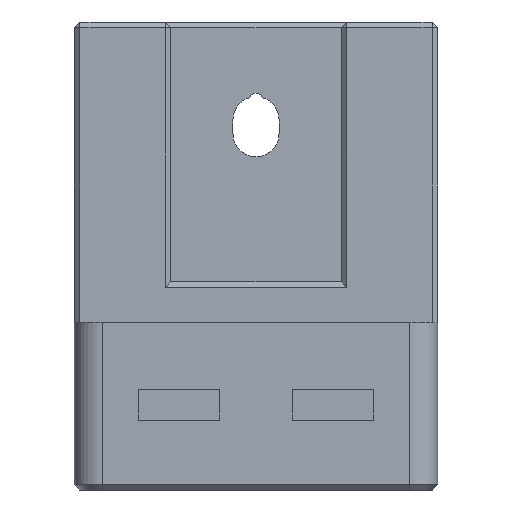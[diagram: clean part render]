
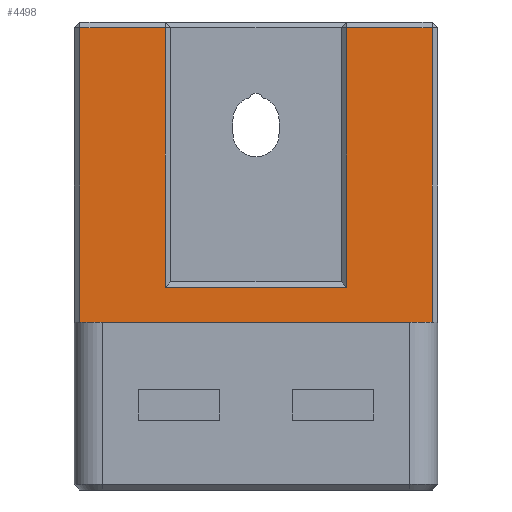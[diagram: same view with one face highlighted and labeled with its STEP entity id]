
A CAD part, front view. The second image highlights one B-rep face of the part: STEP entity #4498.
In plain terms, the highlighted planar face has unit normal (0, -1, 0).
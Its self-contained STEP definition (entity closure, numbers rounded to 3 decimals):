
#1908 = PLANE('',#1909);
#1909 = AXIS2_PLACEMENT_3D('',#1910,#1911,#1912);
#1910 = CARTESIAN_POINT('',(12.8,-4.8,12.));
#1911 = DIRECTION('',(0.707,-0.707,0.));
#1912 = DIRECTION('',(0.,0.,1.));
#1936 = PLANE('',#1937);
#1937 = AXIS2_PLACEMENT_3D('',#1938,#1939,#1940);
#1938 = CARTESIAN_POINT('',(-13.,0.,12.));
#1939 = DIRECTION('',(0.,0.,1.));
#1940 = DIRECTION('',(0.,-1.,0.));
#2836 = PLANE('',#2837);
#2837 = AXIS2_PLACEMENT_3D('',#2838,#2839,#2840);
#2838 = CARTESIAN_POINT('',(-12.8,-4.8,12.));
#2839 = DIRECTION('',(-0.707,-0.707,0.));
#2840 = DIRECTION('',(-0.,0.,-1.));
#3134 = EDGE_CURVE('',#3135,#3137,#3139,.T.);
#3135 = VERTEX_POINT('',#3136);
#3136 = CARTESIAN_POINT('',(12.6,-5.,12.));
#3137 = VERTEX_POINT('',#3138);
#3138 = CARTESIAN_POINT('',(-12.6,-5.,12.));
#3139 = SURFACE_CURVE('',#3140,(#3144,#3151),.PCURVE_S1.);
#3140 = LINE('',#3141,#3142);
#3141 = CARTESIAN_POINT('',(-13.,-5.,12.));
#3142 = VECTOR('',#3143,1.);
#3143 = DIRECTION('',(-1.,0.,0.));
#3144 = PCURVE('',#1936,#3145);
#3145 = DEFINITIONAL_REPRESENTATION('',(#3146),#3150);
#3146 = LINE('',#3147,#3148);
#3147 = CARTESIAN_POINT('',(5.,0.));
#3148 = VECTOR('',#3149,1.);
#3149 = DIRECTION('',(0.,-1.));
#3150 = ( GEOMETRIC_REPRESENTATION_CONTEXT(2) 
PARAMETRIC_REPRESENTATION_CONTEXT() REPRESENTATION_CONTEXT('2D SPACE',''
  ) );
#3151 = PCURVE('',#3152,#3157);
#3152 = PLANE('',#3153);
#3153 = AXIS2_PLACEMENT_3D('',#3154,#3155,#3156);
#3154 = CARTESIAN_POINT('',(0.,-5.,21.442));
#3155 = DIRECTION('',(0.,-1.,0.));
#3156 = DIRECTION('',(1.,0.,0.));
#3157 = DEFINITIONAL_REPRESENTATION('',(#3158),#3162);
#3158 = LINE('',#3159,#3160);
#3159 = CARTESIAN_POINT('',(-13.,-9.442));
#3160 = VECTOR('',#3161,1.);
#3161 = DIRECTION('',(-1.,0.));
#3162 = ( GEOMETRIC_REPRESENTATION_CONTEXT(2) 
PARAMETRIC_REPRESENTATION_CONTEXT() REPRESENTATION_CONTEXT('2D SPACE',''
  ) );
#3300 = VERTEX_POINT('',#3301);
#3301 = CARTESIAN_POINT('',(12.6,-5.,33.1));
#3322 = EDGE_CURVE('',#3135,#3300,#3323,.T.);
#3323 = SURFACE_CURVE('',#3324,(#3328,#3335),.PCURVE_S1.);
#3324 = LINE('',#3325,#3326);
#3325 = CARTESIAN_POINT('',(12.6,-5.,12.));
#3326 = VECTOR('',#3327,1.);
#3327 = DIRECTION('',(0.,0.,1.));
#3328 = PCURVE('',#1908,#3329);
#3329 = DEFINITIONAL_REPRESENTATION('',(#3330),#3334);
#3330 = LINE('',#3331,#3332);
#3331 = CARTESIAN_POINT('',(0.,0.283));
#3332 = VECTOR('',#3333,1.);
#3333 = DIRECTION('',(1.,0.));
#3334 = ( GEOMETRIC_REPRESENTATION_CONTEXT(2) 
PARAMETRIC_REPRESENTATION_CONTEXT() REPRESENTATION_CONTEXT('2D SPACE',''
  ) );
#3335 = PCURVE('',#3152,#3336);
#3336 = DEFINITIONAL_REPRESENTATION('',(#3337),#3341);
#3337 = LINE('',#3338,#3339);
#3338 = CARTESIAN_POINT('',(12.6,-9.442));
#3339 = VECTOR('',#3340,1.);
#3340 = DIRECTION('',(0.,1.));
#3341 = ( GEOMETRIC_REPRESENTATION_CONTEXT(2) 
PARAMETRIC_REPRESENTATION_CONTEXT() REPRESENTATION_CONTEXT('2D SPACE',''
  ) );
#4403 = VERTEX_POINT('',#4404);
#4404 = CARTESIAN_POINT('',(-12.6,-5.,33.1));
#4425 = EDGE_CURVE('',#3137,#4403,#4426,.T.);
#4426 = SURFACE_CURVE('',#4427,(#4431,#4438),.PCURVE_S1.);
#4427 = LINE('',#4428,#4429);
#4428 = CARTESIAN_POINT('',(-12.6,-5.,12.));
#4429 = VECTOR('',#4430,1.);
#4430 = DIRECTION('',(0.,0.,1.));
#4431 = PCURVE('',#2836,#4432);
#4432 = DEFINITIONAL_REPRESENTATION('',(#4433),#4437);
#4433 = LINE('',#4434,#4435);
#4434 = CARTESIAN_POINT('',(-0.,0.283));
#4435 = VECTOR('',#4436,1.);
#4436 = DIRECTION('',(-1.,0.));
#4437 = ( GEOMETRIC_REPRESENTATION_CONTEXT(2) 
PARAMETRIC_REPRESENTATION_CONTEXT() REPRESENTATION_CONTEXT('2D SPACE',''
  ) );
#4438 = PCURVE('',#3152,#4439);
#4439 = DEFINITIONAL_REPRESENTATION('',(#4440),#4444);
#4440 = LINE('',#4441,#4442);
#4441 = CARTESIAN_POINT('',(-12.6,-9.442));
#4442 = VECTOR('',#4443,1.);
#4443 = DIRECTION('',(0.,1.));
#4444 = ( GEOMETRIC_REPRESENTATION_CONTEXT(2) 
PARAMETRIC_REPRESENTATION_CONTEXT() REPRESENTATION_CONTEXT('2D SPACE',''
  ) );
#4498 = ADVANCED_FACE('',(#4499),#3152,.T.);
#4499 = FACE_BOUND('',#4500,.T.);
#4500 = EDGE_LOOP('',(#4501,#4502,#4503,#4531,#4559,#4587,#4615,#4641));
#4501 = ORIENTED_EDGE('',*,*,#3134,.F.);
#4502 = ORIENTED_EDGE('',*,*,#3322,.T.);
#4503 = ORIENTED_EDGE('',*,*,#4504,.F.);
#4504 = EDGE_CURVE('',#4505,#3300,#4507,.T.);
#4505 = VERTEX_POINT('',#4506);
#4506 = CARTESIAN_POINT('',(6.5,-5.,33.1));
#4507 = SURFACE_CURVE('',#4508,(#4512,#4519),.PCURVE_S1.);
#4508 = LINE('',#4509,#4510);
#4509 = CARTESIAN_POINT('',(6.1,-5.,33.1));
#4510 = VECTOR('',#4511,1.);
#4511 = DIRECTION('',(1.,0.,0.));
#4512 = PCURVE('',#3152,#4513);
#4513 = DEFINITIONAL_REPRESENTATION('',(#4514),#4518);
#4514 = LINE('',#4515,#4516);
#4515 = CARTESIAN_POINT('',(6.1,11.658));
#4516 = VECTOR('',#4517,1.);
#4517 = DIRECTION('',(1.,0.));
#4518 = ( GEOMETRIC_REPRESENTATION_CONTEXT(2) 
PARAMETRIC_REPRESENTATION_CONTEXT() REPRESENTATION_CONTEXT('2D SPACE',''
  ) );
#4519 = PCURVE('',#4520,#4525);
#4520 = PLANE('',#4521);
#4521 = AXIS2_PLACEMENT_3D('',#4522,#4523,#4524);
#4522 = CARTESIAN_POINT('',(6.1,-4.8,33.3));
#4523 = DIRECTION('',(0.,-0.707,0.707));
#4524 = DIRECTION('',(-1.,-0.,0.));
#4525 = DEFINITIONAL_REPRESENTATION('',(#4526),#4530);
#4526 = LINE('',#4527,#4528);
#4527 = CARTESIAN_POINT('',(-0.,0.283));
#4528 = VECTOR('',#4529,1.);
#4529 = DIRECTION('',(-1.,0.));
#4530 = ( GEOMETRIC_REPRESENTATION_CONTEXT(2) 
PARAMETRIC_REPRESENTATION_CONTEXT() REPRESENTATION_CONTEXT('2D SPACE',''
  ) );
#4531 = ORIENTED_EDGE('',*,*,#4532,.F.);
#4532 = EDGE_CURVE('',#4533,#4505,#4535,.T.);
#4533 = VERTEX_POINT('',#4534);
#4534 = CARTESIAN_POINT('',(6.5,-5.,14.5));
#4535 = SURFACE_CURVE('',#4536,(#4540,#4547),.PCURVE_S1.);
#4536 = LINE('',#4537,#4538);
#4537 = CARTESIAN_POINT('',(6.5,-5.,14.9));
#4538 = VECTOR('',#4539,1.);
#4539 = DIRECTION('',(0.,0.,1.));
#4540 = PCURVE('',#3152,#4541);
#4541 = DEFINITIONAL_REPRESENTATION('',(#4542),#4546);
#4542 = LINE('',#4543,#4544);
#4543 = CARTESIAN_POINT('',(6.5,-6.542));
#4544 = VECTOR('',#4545,1.);
#4545 = DIRECTION('',(0.,1.));
#4546 = ( GEOMETRIC_REPRESENTATION_CONTEXT(2) 
PARAMETRIC_REPRESENTATION_CONTEXT() REPRESENTATION_CONTEXT('2D SPACE',''
  ) );
#4547 = PCURVE('',#4548,#4553);
#4548 = PLANE('',#4549);
#4549 = AXIS2_PLACEMENT_3D('',#4550,#4551,#4552);
#4550 = CARTESIAN_POINT('',(6.3,-4.8,14.9));
#4551 = DIRECTION('',(0.707,0.707,0.));
#4552 = DIRECTION('',(-0.,0.,-1.));
#4553 = DEFINITIONAL_REPRESENTATION('',(#4554),#4558);
#4554 = LINE('',#4555,#4556);
#4555 = CARTESIAN_POINT('',(-0.,-0.283));
#4556 = VECTOR('',#4557,1.);
#4557 = DIRECTION('',(-1.,0.));
#4558 = ( GEOMETRIC_REPRESENTATION_CONTEXT(2) 
PARAMETRIC_REPRESENTATION_CONTEXT() REPRESENTATION_CONTEXT('2D SPACE',''
  ) );
#4559 = ORIENTED_EDGE('',*,*,#4560,.F.);
#4560 = EDGE_CURVE('',#4561,#4533,#4563,.T.);
#4561 = VERTEX_POINT('',#4562);
#4562 = CARTESIAN_POINT('',(-6.5,-5.,14.5));
#4563 = SURFACE_CURVE('',#4564,(#4568,#4575),.PCURVE_S1.);
#4564 = LINE('',#4565,#4566);
#4565 = CARTESIAN_POINT('',(-6.1,-5.,14.5));
#4566 = VECTOR('',#4567,1.);
#4567 = DIRECTION('',(1.,0.,0.));
#4568 = PCURVE('',#3152,#4569);
#4569 = DEFINITIONAL_REPRESENTATION('',(#4570),#4574);
#4570 = LINE('',#4571,#4572);
#4571 = CARTESIAN_POINT('',(-6.1,-6.942));
#4572 = VECTOR('',#4573,1.);
#4573 = DIRECTION('',(1.,0.));
#4574 = ( GEOMETRIC_REPRESENTATION_CONTEXT(2) 
PARAMETRIC_REPRESENTATION_CONTEXT() REPRESENTATION_CONTEXT('2D SPACE',''
  ) );
#4575 = PCURVE('',#4576,#4581);
#4576 = PLANE('',#4577);
#4577 = AXIS2_PLACEMENT_3D('',#4578,#4579,#4580);
#4578 = CARTESIAN_POINT('',(-6.1,-4.8,14.7));
#4579 = DIRECTION('',(0.,-0.707,0.707));
#4580 = DIRECTION('',(1.,0.,0.));
#4581 = DEFINITIONAL_REPRESENTATION('',(#4582),#4586);
#4582 = LINE('',#4583,#4584);
#4583 = CARTESIAN_POINT('',(0.,-0.283));
#4584 = VECTOR('',#4585,1.);
#4585 = DIRECTION('',(1.,0.));
#4586 = ( GEOMETRIC_REPRESENTATION_CONTEXT(2) 
PARAMETRIC_REPRESENTATION_CONTEXT() REPRESENTATION_CONTEXT('2D SPACE',''
  ) );
#4587 = ORIENTED_EDGE('',*,*,#4588,.T.);
#4588 = EDGE_CURVE('',#4561,#4589,#4591,.T.);
#4589 = VERTEX_POINT('',#4590);
#4590 = CARTESIAN_POINT('',(-6.5,-5.,33.1));
#4591 = SURFACE_CURVE('',#4592,(#4596,#4603),.PCURVE_S1.);
#4592 = LINE('',#4593,#4594);
#4593 = CARTESIAN_POINT('',(-6.5,-5.,14.9));
#4594 = VECTOR('',#4595,1.);
#4595 = DIRECTION('',(0.,0.,1.));
#4596 = PCURVE('',#3152,#4597);
#4597 = DEFINITIONAL_REPRESENTATION('',(#4598),#4602);
#4598 = LINE('',#4599,#4600);
#4599 = CARTESIAN_POINT('',(-6.5,-6.542));
#4600 = VECTOR('',#4601,1.);
#4601 = DIRECTION('',(0.,1.));
#4602 = ( GEOMETRIC_REPRESENTATION_CONTEXT(2) 
PARAMETRIC_REPRESENTATION_CONTEXT() REPRESENTATION_CONTEXT('2D SPACE',''
  ) );
#4603 = PCURVE('',#4604,#4609);
#4604 = PLANE('',#4605);
#4605 = AXIS2_PLACEMENT_3D('',#4606,#4607,#4608);
#4606 = CARTESIAN_POINT('',(-6.3,-4.8,14.9));
#4607 = DIRECTION('',(0.707,-0.707,0.));
#4608 = DIRECTION('',(0.,0.,-1.));
#4609 = DEFINITIONAL_REPRESENTATION('',(#4610),#4614);
#4610 = LINE('',#4611,#4612);
#4611 = CARTESIAN_POINT('',(-0.,-0.283));
#4612 = VECTOR('',#4613,1.);
#4613 = DIRECTION('',(-1.,0.));
#4614 = ( GEOMETRIC_REPRESENTATION_CONTEXT(2) 
PARAMETRIC_REPRESENTATION_CONTEXT() REPRESENTATION_CONTEXT('2D SPACE',''
  ) );
#4615 = ORIENTED_EDGE('',*,*,#4616,.F.);
#4616 = EDGE_CURVE('',#4403,#4589,#4617,.T.);
#4617 = SURFACE_CURVE('',#4618,(#4622,#4629),.PCURVE_S1.);
#4618 = LINE('',#4619,#4620);
#4619 = CARTESIAN_POINT('',(-13.,-5.,33.1));
#4620 = VECTOR('',#4621,1.);
#4621 = DIRECTION('',(1.,0.,0.));
#4622 = PCURVE('',#3152,#4623);
#4623 = DEFINITIONAL_REPRESENTATION('',(#4624),#4628);
#4624 = LINE('',#4625,#4626);
#4625 = CARTESIAN_POINT('',(-13.,11.658));
#4626 = VECTOR('',#4627,1.);
#4627 = DIRECTION('',(1.,0.));
#4628 = ( GEOMETRIC_REPRESENTATION_CONTEXT(2) 
PARAMETRIC_REPRESENTATION_CONTEXT() REPRESENTATION_CONTEXT('2D SPACE',''
  ) );
#4629 = PCURVE('',#4630,#4635);
#4630 = PLANE('',#4631);
#4631 = AXIS2_PLACEMENT_3D('',#4632,#4633,#4634);
#4632 = CARTESIAN_POINT('',(-13.,-4.8,33.3));
#4633 = DIRECTION('',(0.,-0.707,0.707));
#4634 = DIRECTION('',(-1.,-0.,0.));
#4635 = DEFINITIONAL_REPRESENTATION('',(#4636),#4640);
#4636 = LINE('',#4637,#4638);
#4637 = CARTESIAN_POINT('',(-0.,0.283));
#4638 = VECTOR('',#4639,1.);
#4639 = DIRECTION('',(-1.,0.));
#4640 = ( GEOMETRIC_REPRESENTATION_CONTEXT(2) 
PARAMETRIC_REPRESENTATION_CONTEXT() REPRESENTATION_CONTEXT('2D SPACE',''
  ) );
#4641 = ORIENTED_EDGE('',*,*,#4425,.F.);
